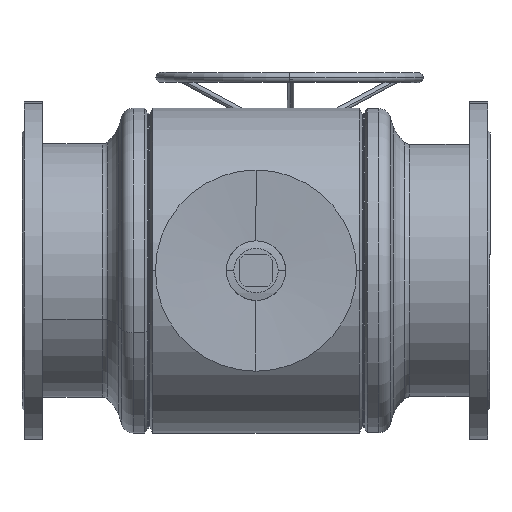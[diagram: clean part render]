
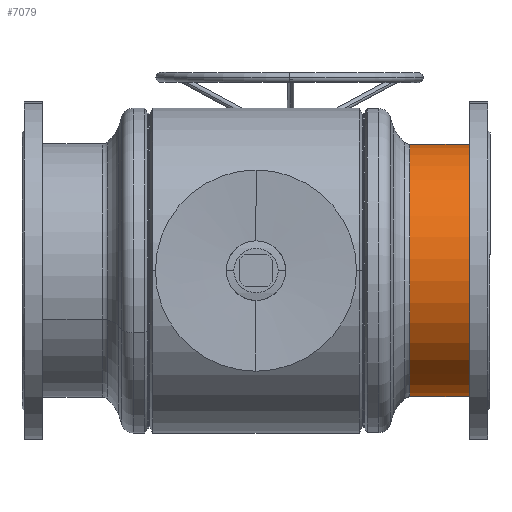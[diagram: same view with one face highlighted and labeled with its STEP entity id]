
A CAD part, front view. The second image highlights one B-rep face of the part: STEP entity #7079.
In plain terms, the highlighted cylindrical face has radius 315 mm (diameter 630 mm), a partial arc.
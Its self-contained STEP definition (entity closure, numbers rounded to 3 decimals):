
#798 = CARTESIAN_POINT ( 'NONE',  ( 0., -205.459, -315. ) ) ;
#971 = CARTESIAN_POINT ( 'NONE',  ( 0., 0., 0. ) ) ;
#1012 = AXIS2_PLACEMENT_3D ( 'NONE', #15533, #2866, #3895 ) ;
#1839 = DIRECTION ( 'NONE',  ( 0., -1., 0. ) ) ;
#1924 = VECTOR ( 'NONE', #9714, 1000. ) ;
#2309 = FACE_OUTER_BOUND ( 'NONE', #6186, .T. ) ;
#2582 = EDGE_CURVE ( 'NONE', #12798, #12314, #16222, .T. ) ;
#2866 = DIRECTION ( 'NONE',  ( 0., -1., 0. ) ) ;
#3538 = ORIENTED_EDGE ( 'NONE', *, *, #5310, .T. ) ;
#3852 = VERTEX_POINT ( 'NONE', #11718 ) ;
#3856 = EDGE_CURVE ( 'NONE', #13434, #12314, #18516, .T. ) ;
#3895 = DIRECTION ( 'NONE',  ( 0., 0., -1. ) ) ;
#4485 = CARTESIAN_POINT ( 'NONE',  ( 0., 0., -315. ) ) ;
#4489 = VECTOR ( 'NONE', #1839, 1000. ) ;
#4677 = CARTESIAN_POINT ( 'NONE',  ( 0., -205.459, 0. ) ) ;
#5154 = AXIS2_PLACEMENT_3D ( 'NONE', #971, #9345, #15356 ) ;
#5310 = EDGE_CURVE ( 'NONE', #3852, #12798, #6120, .T. ) ;
#6120 = CIRCLE ( 'NONE', #1012, 315. ) ;
#6186 = EDGE_LOOP ( 'NONE', ( #6398, #3538, #7765, #8876 ) ) ;
#6398 = ORIENTED_EDGE ( 'NONE', *, *, #10742, .F. ) ;
#6504 = CARTESIAN_POINT ( 'NONE',  ( 0., 0., 315. ) ) ;
#7079 = ADVANCED_FACE ( 'NONE', ( #2309 ), #15179, .T. ) ;
#7765 = ORIENTED_EDGE ( 'NONE', *, *, #2582, .T. ) ;
#8876 = ORIENTED_EDGE ( 'NONE', *, *, #3856, .F. ) ;
#9345 = DIRECTION ( 'NONE',  ( 0., -1., 0. ) ) ;
#9714 = DIRECTION ( 'NONE',  ( 0., -1., 0. ) ) ;
#10411 = AXIS2_PLACEMENT_3D ( 'NONE', #4677, #16225, #16138 ) ;
#10742 = EDGE_CURVE ( 'NONE', #3852, #13434, #18188, .T. ) ;
#11718 = CARTESIAN_POINT ( 'NONE',  ( 0., -9.921, 315. ) ) ;
#12314 = VERTEX_POINT ( 'NONE', #798 ) ;
#12798 = VERTEX_POINT ( 'NONE', #17919 ) ;
#13434 = VERTEX_POINT ( 'NONE', #13843 ) ;
#13843 = CARTESIAN_POINT ( 'NONE',  ( 0., -205.459, 315. ) ) ;
#15179 = CYLINDRICAL_SURFACE ( 'NONE', #5154, 315. ) ;
#15356 = DIRECTION ( 'NONE',  ( 0., 0., -1. ) ) ;
#15533 = CARTESIAN_POINT ( 'NONE',  ( 0., -9.921, 0. ) ) ;
#16138 = DIRECTION ( 'NONE',  ( 0., 0., -1. ) ) ;
#16222 = LINE ( 'NONE', #4485, #4489 ) ;
#16225 = DIRECTION ( 'NONE',  ( 0., -1., 0. ) ) ;
#17919 = CARTESIAN_POINT ( 'NONE',  ( 0., -9.921, -315. ) ) ;
#18188 = LINE ( 'NONE', #6504, #1924 ) ;
#18516 = CIRCLE ( 'NONE', #10411, 315. ) ;
